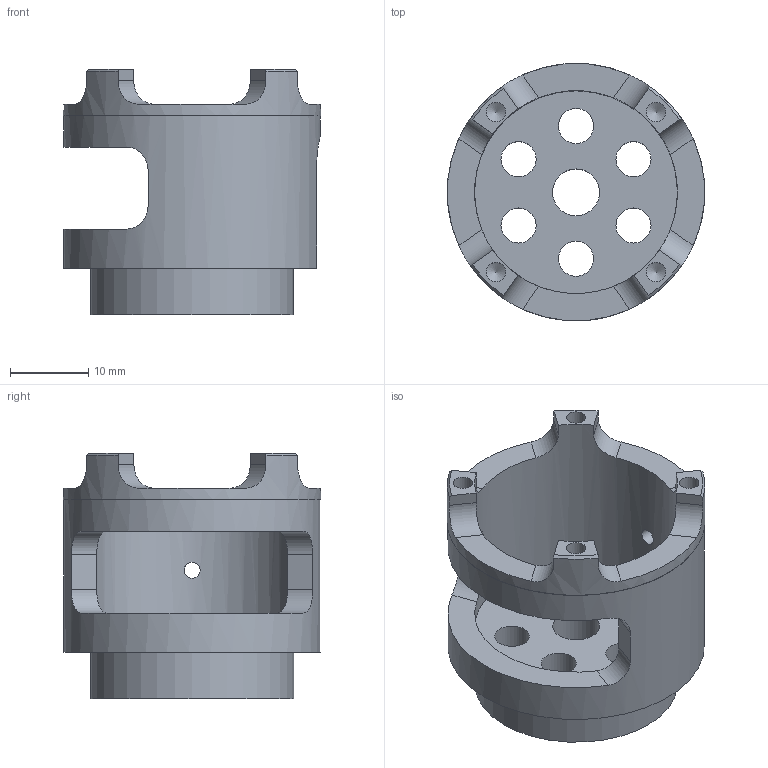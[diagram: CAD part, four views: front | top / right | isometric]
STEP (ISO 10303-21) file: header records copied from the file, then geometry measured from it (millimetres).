
FILE_DESCRIPTION(/* description */ ('STEP AP242','CAx-IF Rec.Pracs.---Representation and Presentation of Product Manufacturing Information (PMI)---4.0---2014-10-13','CAx-IF Rec.Pracs.---3D Tessellated Geometry---0.4---2014-09-14','2;1'),/* implementation_level */ '2;1');
FILE_NAME(/* name */ '6626302b5aa91e52dd662007',/* time_stamp */ '2024-04-22T09:38:52Z',/* author */ (''),/* organization */ (''),/* preprocessor_version */ 'ST-DEVELOPER v20',/* originating_system */ ' ',/* authorisation */ ' ');
FILE_SCHEMA (('AP242_MANAGED_MODEL_BASED_3D_ENGINEERING_MIM_LF { 1 0 10303 442 1 1 4 }'));
Length unit declared in the file: metre
Products named in the file (1): Part 1
Bounding box: 32.98 x 32.97 x 31.5 mm (x, y, z)
Volume: 9164.7 mm3; surface area: 6686.5 mm2
Topology: 1 solids, 1 shells, 69 faces, 203 edges, 137 vertices
Faces by surface type: plane 30, cylinder 30, cone 9
Full cylindrical faces by diameter (mm): 2.05 x1, 2.5 x4, 4.5 x6, 6 x1, 26 x2, 32.9 x1, 33 x1
Entity records: 2169 total; most frequent: CARTESIAN_POINT 466, DIRECTION 335, ORIENTED_EDGE 324, EDGE_CURVE 162, AXIS2_PLACEMENT_3D 129, VERTEX_POINT 122, FACE_BOUND 114, EDGE_LOOP 110
